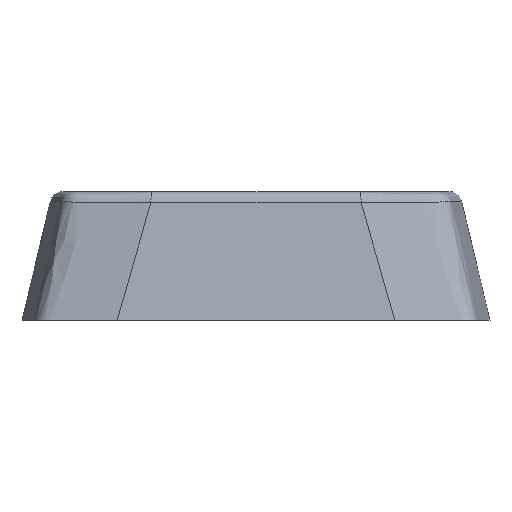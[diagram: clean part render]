
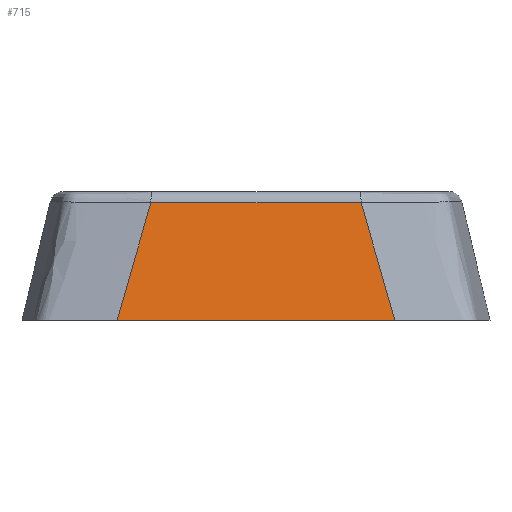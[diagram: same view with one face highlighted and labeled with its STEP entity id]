
A CAD part, front view. The second image highlights one B-rep face of the part: STEP entity #715.
In plain terms, the highlighted planar face has unit normal (0, -0.991, 0.132).
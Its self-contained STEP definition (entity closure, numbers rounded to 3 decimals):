
#116=FACE_OUTER_BOUND('',#154,.T.);
#154=EDGE_LOOP('',(#612,#613,#614,#615));
#204=LINE('',#3877,#257);
#207=LINE('',#4741,#260);
#209=LINE('',#4758,#262);
#210=LINE('',#4759,#263);
#257=VECTOR('',#848,10.);
#260=VECTOR('',#853,10.49);
#262=VECTOR('',#857,10.);
#263=VECTOR('',#858,10.);
#322=VERTEX_POINT('',#3868);
#323=VERTEX_POINT('',#3876);
#338=VERTEX_POINT('',#4740);
#340=VERTEX_POINT('',#4757);
#419=EDGE_CURVE('',#322,#323,#204,.T.);
#439=EDGE_CURVE('',#338,#323,#207,.T.);
#442=EDGE_CURVE('',#340,#322,#209,.T.);
#443=EDGE_CURVE('',#340,#338,#210,.T.);
#612=ORIENTED_EDGE('',*,*,#419,.F.);
#613=ORIENTED_EDGE('',*,*,#442,.F.);
#614=ORIENTED_EDGE('',*,*,#443,.T.);
#615=ORIENTED_EDGE('',*,*,#439,.T.);
#682=PLANE('',#758);
#715=ADVANCED_FACE('',(#116),#682,.T.);
#758=AXIS2_PLACEMENT_3D('',#4756,#855,#856);
#848=DIRECTION('',(1.,0.,0.));
#853=DIRECTION('',(-0.274,0.127,0.953));
#855=DIRECTION('center_axis',(0.,-0.991,0.132));
#856=DIRECTION('ref_axis',(0.,-0.132,-0.991));
#857=DIRECTION('',(0.274,0.127,0.953));
#858=DIRECTION('',(1.,0.,0.));
#3868=CARTESIAN_POINT('',(-8.158,-7.905,9.132));
#3876=CARTESIAN_POINT('',(8.158,-7.905,9.132));
#3877=CARTESIAN_POINT('',(-5.391,-7.905,9.132));
#4740=CARTESIAN_POINT('',(10.781,-9.124,0.));
#4741=CARTESIAN_POINT('',(10.781,-9.124,0.));
#4756=CARTESIAN_POINT('Origin',(-10.781,-9.124,0.));
#4757=CARTESIAN_POINT('',(-10.781,-9.124,0.));
#4758=CARTESIAN_POINT('',(-10.781,-9.124,0.));
#4759=CARTESIAN_POINT('',(-10.781,-9.124,0.));
